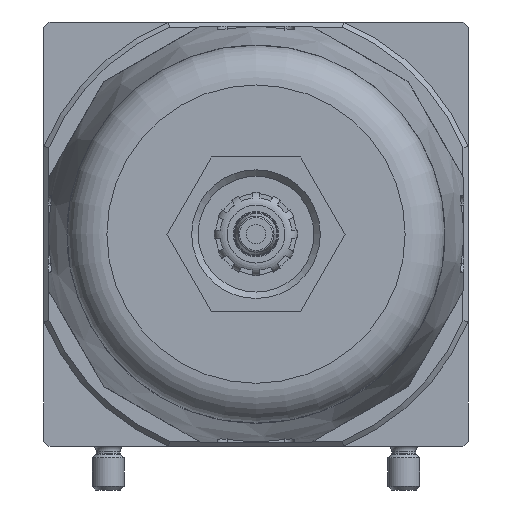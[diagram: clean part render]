
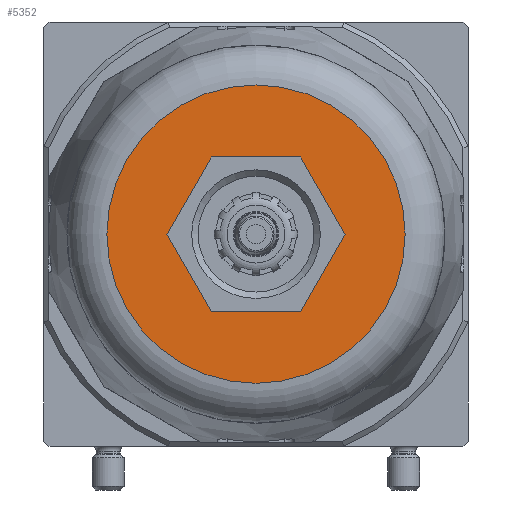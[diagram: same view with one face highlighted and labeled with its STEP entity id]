
A CAD part, front view. The second image highlights one B-rep face of the part: STEP entity #5352.
In plain terms, the highlighted planar face has unit normal (0, -1, 0).
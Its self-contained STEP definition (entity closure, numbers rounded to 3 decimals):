
#369=CIRCLE('',#5692,23.2);
#848=ORIENTED_EDGE('',*,*,#1865,.T.);
#849=ORIENTED_EDGE('',*,*,#1866,.T.);
#850=ORIENTED_EDGE('',*,*,#1867,.T.);
#851=ORIENTED_EDGE('',*,*,#1868,.T.);
#852=ORIENTED_EDGE('',*,*,#1869,.T.);
#853=ORIENTED_EDGE('',*,*,#1870,.T.);
#854=ORIENTED_EDGE('',*,*,#1871,.T.);
#1865=EDGE_CURVE('',#2403,#2403,#369,.T.);
#1866=EDGE_CURVE('',#2404,#2405,#2769,.T.);
#1867=EDGE_CURVE('',#2405,#2406,#2770,.T.);
#1868=EDGE_CURVE('',#2406,#2407,#2771,.T.);
#1869=EDGE_CURVE('',#2407,#2408,#2772,.T.);
#1870=EDGE_CURVE('',#2408,#2409,#2773,.T.);
#1871=EDGE_CURVE('',#2409,#2404,#2774,.T.);
#2403=VERTEX_POINT('',#7732);
#2404=VERTEX_POINT('',#7734);
#2405=VERTEX_POINT('',#7735);
#2406=VERTEX_POINT('',#7737);
#2407=VERTEX_POINT('',#7739);
#2408=VERTEX_POINT('',#7741);
#2409=VERTEX_POINT('',#7743);
#2769=LINE('',#7733,#3039);
#2770=LINE('',#7736,#3040);
#2771=LINE('',#7738,#3041);
#2772=LINE('',#7740,#3042);
#2773=LINE('',#7742,#3043);
#2774=LINE('',#7744,#3044);
#3039=VECTOR('',#6395,1000.);
#3040=VECTOR('',#6396,1000.);
#3041=VECTOR('',#6397,1000.);
#3042=VECTOR('',#6398,1000.);
#3043=VECTOR('',#6399,1000.);
#3044=VECTOR('',#6400,1000.);
#3334=EDGE_LOOP('',(#848));
#3335=EDGE_LOOP('',(#849,#850,#851,#852,#853,#854));
#3672=FACE_BOUND('',#3334,.T.);
#3673=FACE_BOUND('',#3335,.T.);
#3931=PLANE('',#5691);
#5352=ADVANCED_FACE('',(#3672,#3673),#3931,.F.);
#5691=AXIS2_PLACEMENT_3D('',#7730,#6391,#6392);
#5692=AXIS2_PLACEMENT_3D('',#7731,#6393,#6394);
#6391=DIRECTION('',(0.,1.,0.));
#6392=DIRECTION('',(0.,0.,1.));
#6393=DIRECTION('',(0.,-1.,0.));
#6394=DIRECTION('',(0.,0.,-1.));
#6395=DIRECTION('',(0.,0.,1.));
#6396=DIRECTION('',(0.866,0.,0.5));
#6397=DIRECTION('',(0.866,0.,-0.5));
#6398=DIRECTION('',(0.,0.,-1.));
#6399=DIRECTION('',(-0.866,0.,-0.5));
#6400=DIRECTION('',(-0.866,0.,0.5));
#7730=CARTESIAN_POINT('',(23.2,-165.,0.));
#7731=CARTESIAN_POINT('',(0.,-165.,0.));
#7732=CARTESIAN_POINT('',(0.,-165.,-23.2));
#7733=CARTESIAN_POINT('',(-12.,-165.,-6.928));
#7734=CARTESIAN_POINT('',(-12.,-165.,-6.928));
#7735=CARTESIAN_POINT('',(-12.,-165.,6.928));
#7736=CARTESIAN_POINT('',(-12.,-165.,6.928));
#7737=CARTESIAN_POINT('',(0.,-165.,13.856));
#7738=CARTESIAN_POINT('',(0.,-165.,13.856));
#7739=CARTESIAN_POINT('',(12.,-165.,6.928));
#7740=CARTESIAN_POINT('',(12.,-165.,6.928));
#7741=CARTESIAN_POINT('',(12.,-165.,-6.928));
#7742=CARTESIAN_POINT('',(12.,-165.,-6.928));
#7743=CARTESIAN_POINT('',(0.,-165.,-13.856));
#7744=CARTESIAN_POINT('',(0.,-165.,-13.856));
